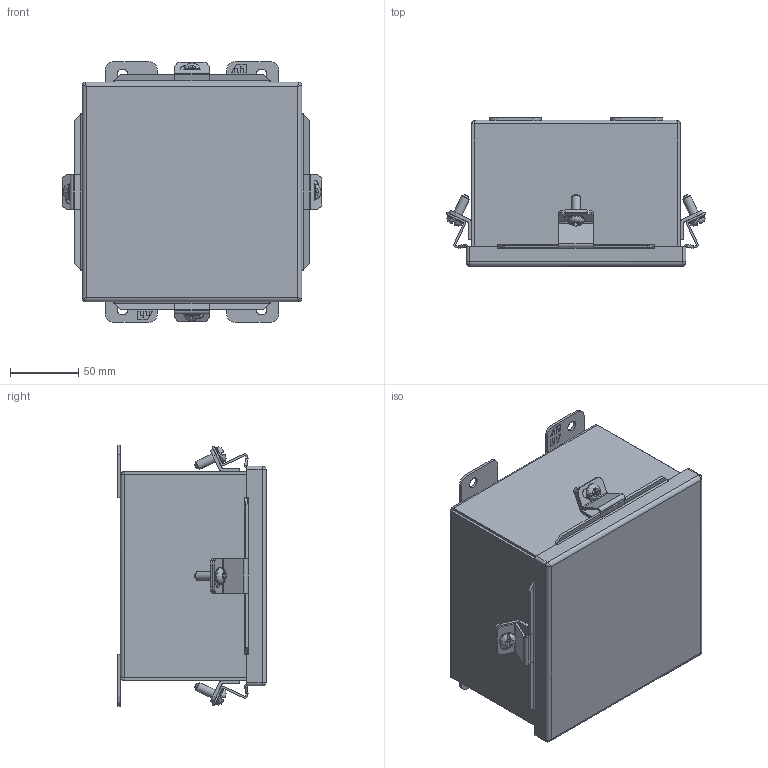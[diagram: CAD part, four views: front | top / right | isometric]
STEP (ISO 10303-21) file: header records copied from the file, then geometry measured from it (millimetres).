
FILE_DESCRIPTION (( 'STEP AP214' ), '1' );
FILE_NAME ('1414N4SSE.STEP', '2019-09-27T17:15:15', ( '' ), ( '' ), 'SwSTEP 2.0', 'SolidWorks 2018', '' );
FILE_SCHEMA (( 'AUTOMOTIVE_DESIGN' ));
Length unit declared in the file: inch
Products named in the file (1): 1414N4SSE
Bounding box: 189.86 x 108.43 x 190.5 mm (x, y, z)
Volume: 314427 mm3; surface area: 344163.4 mm2
Topology: 26 solids, 27 shells, 735 faces, 1860 edges, 1180 vertices
Faces by surface type: plane 487, cylinder 172, cone 40, bspline 36
Full cylindrical faces by diameter (mm): 3.967 x4, 4.826 x2, 5.41 x4, 6.35 x6, 6.731 x4, 7.938 x4, 9.525 x4, 12.192 x4
Entity records: 33867 total; most frequent: CARTESIAN_POINT 7792, ORIENTED_EDGE 3552, DIRECTION 3352, EDGE_CURVE 1776, LINE 1288, VECTOR 1288, VERTEX_POINT 1164, AXIS2_PLACEMENT_3D 1032
